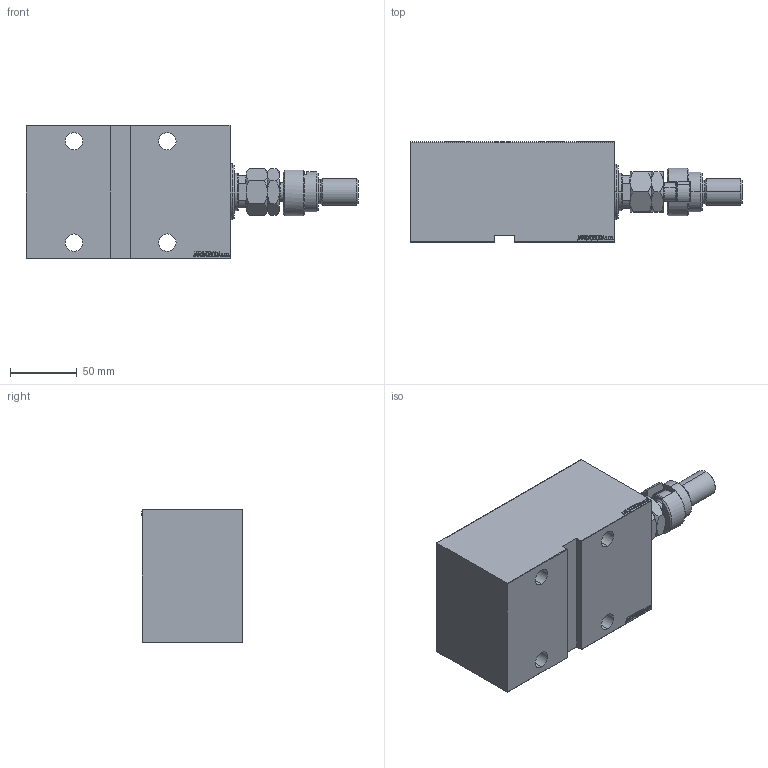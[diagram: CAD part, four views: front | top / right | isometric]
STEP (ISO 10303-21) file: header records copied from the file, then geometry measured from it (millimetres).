
FILE_DESCRIPTION (( 'STEP AP203' ), '1' );
FILE_NAME ('7005.STEP', '2024-02-12T13:51:16', ( '' ), ( '' ), 'SwSTEP 2.0', 'SolidWorks 2019', '' );
FILE_SCHEMA (( 'CONFIG_CONTROL_DESIGN' ));
Length unit declared in the file: millimetre
Products named in the file (7): V450CM_E_VCP 11c7850adf97df5690cd7c673def5b69; FEMALE_PART_FOR_DFA 11c7850adf97df5690cd7c673def5b69; DFA 11c7850adf97df5690cd7c673def5b69; 7005; V450CM_VC_B 11c7850adf97df5690cd7c673def5b69; MFA 11c7850adf97df5690cd7c673def5b69; V450CM_E_Body 11c7850adf97df5690cd7c673def5b69
Assembly tree (6 placements, depth 3):
  7005
    V450CM_E_Body 11c7850adf97df5690cd7c673def5b69
    V450CM_E_VCP 11c7850adf97df5690cd7c673def5b69
    V450CM_VC_B 11c7850adf97df5690cd7c673def5b69
    DFA 11c7850adf97df5690cd7c673def5b69
      FEMALE_PART_FOR_DFA 11c7850adf97df5690cd7c673def5b69
      MFA 11c7850adf97df5690cd7c673def5b69
Bounding box: 249 x 75 x 100 mm (x, y, z)
Volume: 1033634.7 mm3; surface area: 151073.6 mm2
Topology: 5 solids, 5 shells, 943 faces, 2384 edges, 1565 vertices
Faces by surface type: plane 440, bspline 380, cylinder 65, cone 54, torus 4
Entity records: 45995 total; most frequent: CARTESIAN_POINT 25122, ORIENTED_EDGE 4764, DIRECTION 2896, EDGE_CURVE 2382, VERTEX_POINT 1565, LINE 1370, VECTOR 1370, EDGE_LOOP 1069
